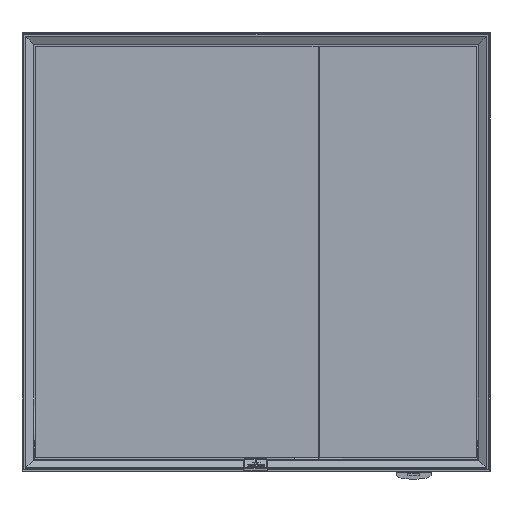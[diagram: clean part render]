
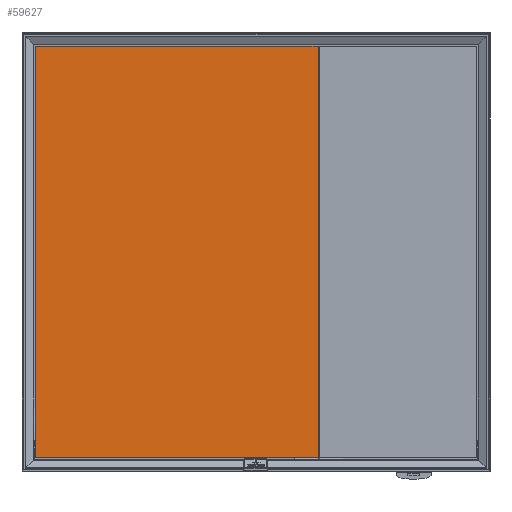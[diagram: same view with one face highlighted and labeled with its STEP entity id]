
A CAD part, front view. The second image highlights one B-rep face of the part: STEP entity #59627.
In plain terms, the highlighted planar face has unit normal (0, -1, 0).
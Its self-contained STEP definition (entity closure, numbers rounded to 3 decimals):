
#8262=FACE_OUTER_BOUND('',#11614,.T.);
#11614=EDGE_LOOP('',(#53910,#53911,#53912,#53913));
#16960=LINE('',#103850,#22483);
#16964=LINE('',#103859,#22487);
#16969=LINE('',#103867,#22492);
#16971=LINE('',#103871,#22494);
#22483=VECTOR('',#82925,483.);
#22487=VECTOR('',#82931,483.);
#22492=VECTOR('',#82938,703.);
#22494=VECTOR('',#82944,703.);
#28229=VERTEX_POINT('',#103848);
#28230=VERTEX_POINT('',#103849);
#28233=VERTEX_POINT('',#103857);
#28234=VERTEX_POINT('',#103858);
#36849=EDGE_CURVE('',#28229,#28230,#16960,.T.);
#36853=EDGE_CURVE('',#28233,#28234,#16964,.T.);
#36858=EDGE_CURVE('',#28229,#28234,#16969,.T.);
#36860=EDGE_CURVE('',#28230,#28233,#16971,.T.);
#53910=ORIENTED_EDGE('',*,*,#36858,.T.);
#53911=ORIENTED_EDGE('',*,*,#36853,.F.);
#53912=ORIENTED_EDGE('',*,*,#36860,.F.);
#53913=ORIENTED_EDGE('',*,*,#36849,.F.);
#56530=PLANE('',#65713);
#59627=ADVANCED_FACE('',(#8262),#56530,.F.);
#65713=AXIS2_PLACEMENT_3D('',#103872,#82945,#82946);
#82925=DIRECTION('',(1.,0.,0.));
#82931=DIRECTION('',(-1.,0.,0.));
#82938=DIRECTION('',(0.,0.,-1.));
#82944=DIRECTION('',(0.,0.,-1.));
#82945=DIRECTION('center_axis',(0.,1.,0.));
#82946=DIRECTION('ref_axis',(0.,0.,1.));
#103848=CARTESIAN_POINT('',(23.,8.,727.5));
#103849=CARTESIAN_POINT('',(506.,8.,727.5));
#103850=CARTESIAN_POINT('',(264.5,8.,727.5));
#103857=CARTESIAN_POINT('',(506.,8.,24.5));
#103858=CARTESIAN_POINT('',(23.,8.,24.5));
#103859=CARTESIAN_POINT('',(264.5,8.,24.5));
#103867=CARTESIAN_POINT('',(23.,8.,375.5));
#103871=CARTESIAN_POINT('',(506.,8.,375.5));
#103872=CARTESIAN_POINT('Origin',(264.5,8.,375.5));
